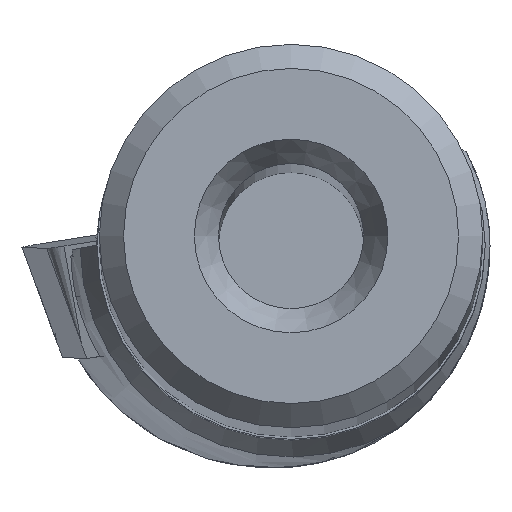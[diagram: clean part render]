
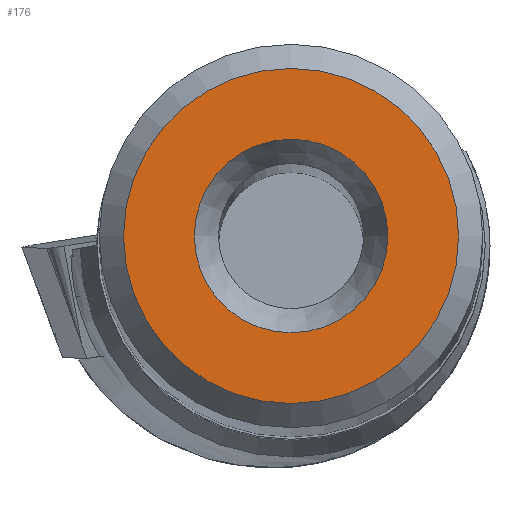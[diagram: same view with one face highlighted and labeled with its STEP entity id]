
A CAD part, top view. The second image highlights one B-rep face of the part: STEP entity #176.
In plain terms, the highlighted planar face has unit normal (0, 0, 1).
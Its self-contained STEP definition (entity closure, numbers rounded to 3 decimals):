
#176=ADVANCED_FACE('',(#342,#343),#207,.T.);
#207=PLANE('',#930);
#342=FACE_BOUND('',#387,.T.);
#343=FACE_BOUND('',#388,.T.);
#387=EDGE_LOOP('',(#519));
#388=EDGE_LOOP('',(#520));
#519=ORIENTED_EDGE('',*,*,#748,.F.);
#520=ORIENTED_EDGE('',*,*,#749,.T.);
#663=VERTEX_POINT('',#1497);
#664=VERTEX_POINT('',#1499);
#748=EDGE_CURVE('',#663,#663,#797,.T.);
#749=EDGE_CURVE('',#664,#664,#798,.T.);
#797=CIRCLE('',#928,2.);
#798=CIRCLE('',#929,3.463);
#928=AXIS2_PLACEMENT_3D('',#1496,#1090,#1091);
#929=AXIS2_PLACEMENT_3D('',#1498,#1092,#1093);
#930=AXIS2_PLACEMENT_3D('',#1500,#1094,#1095);
#1090=DIRECTION('',(0.,0.,1.));
#1091=DIRECTION('',(1.,0.,0.));
#1092=DIRECTION('',(0.,0.,1.));
#1093=DIRECTION('',(1.,0.,0.));
#1094=DIRECTION('',(0.,0.,1.));
#1095=DIRECTION('',(1.,0.,0.));
#1496=CARTESIAN_POINT('',(0.,0.,0.));
#1497=CARTESIAN_POINT('',(2.,0.,0.));
#1498=CARTESIAN_POINT('',(0.,0.,0.));
#1499=CARTESIAN_POINT('',(3.463,0.,0.));
#1500=CARTESIAN_POINT('',(0.,0.,0.));
